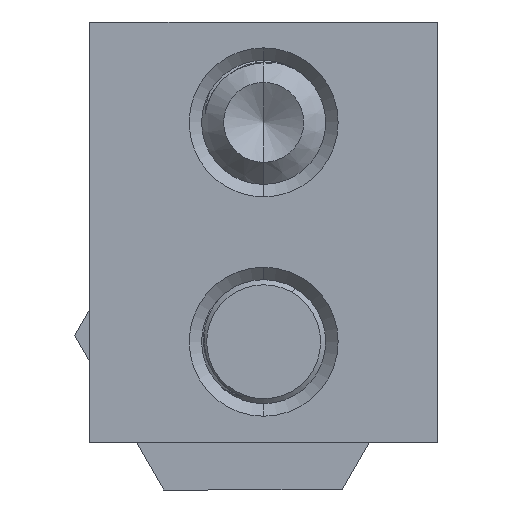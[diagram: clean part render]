
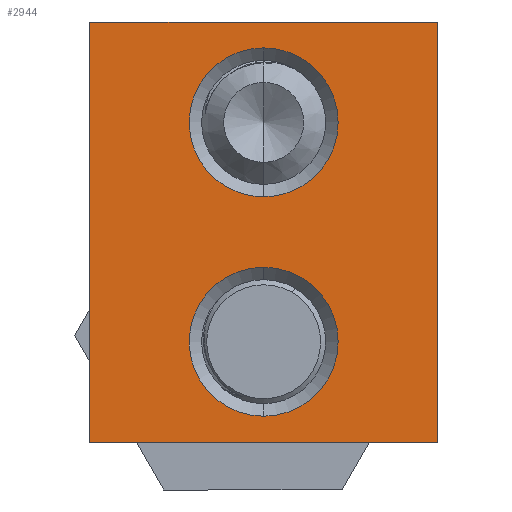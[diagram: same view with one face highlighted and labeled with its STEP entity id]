
A CAD part, front view. The second image highlights one B-rep face of the part: STEP entity #2944.
In plain terms, the highlighted planar face has unit normal (0, -1, 0).
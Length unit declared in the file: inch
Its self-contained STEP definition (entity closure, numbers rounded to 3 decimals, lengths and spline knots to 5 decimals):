
#192 = VECTOR ( 'NONE', #861, 39.37008 ) ;
#270 = VECTOR ( 'NONE', #7501, 39.37008 ) ;
#550 = VECTOR ( 'NONE', #2412, 39.37008 ) ;
#589 = CARTESIAN_POINT ( 'NONE',  ( -0.5625, 0., 0.68 ) ) ;
#861 = DIRECTION ( 'NONE',  ( 0., 0., -1. ) ) ;
#924 = ORIENTED_EDGE ( 'NONE', *, *, #4284, .T. ) ;
#1631 = VERTEX_POINT ( 'NONE', #9109 ) ;
#1723 = CARTESIAN_POINT ( 'NONE',  ( -0.5625, 0., -0.68 ) ) ;
#1731 = VERTEX_POINT ( 'NONE', #1723 ) ;
#2372 = DIRECTION ( 'NONE',  ( 0., 1., 0. ) ) ;
#2412 = DIRECTION ( 'NONE',  ( 1., 0., 0. ) ) ;
#2478 = DIRECTION ( 'NONE',  ( 0., 1., 0. ) ) ;
#2599 = LINE ( 'NONE', #5263, #192 ) ;
#2611 = ORIENTED_EDGE ( 'NONE', *, *, #4298, .T. ) ;
#2671 = LINE ( 'NONE', #9339, #7057 ) ;
#2845 = AXIS2_PLACEMENT_3D ( 'NONE', #9894, #4799, #10688 ) ;
#2944 = ADVANCED_FACE ( 'NONE', ( #10556, #8704, #6398 ), #6857, .F. ) ;
#2954 = CIRCLE ( 'NONE', #4879, 0.24114 ) ;
#3127 = VERTEX_POINT ( 'NONE', #6123 ) ;
#3151 = CARTESIAN_POINT ( 'NONE',  ( 0., 0., -0.11386 ) ) ;
#4149 = CARTESIAN_POINT ( 'NONE',  ( 0., 0., 0.355 ) ) ;
#4284 = EDGE_CURVE ( 'NONE', #5477, #1631, #9797, .T. ) ;
#4298 = EDGE_CURVE ( 'NONE', #7857, #7316, #2954, .T. ) ;
#4314 = EDGE_CURVE ( 'NONE', #1731, #6971, #5008, .T. ) ;
#4331 = EDGE_CURVE ( 'NONE', #3127, #6856, #9548, .T. ) ;
#4344 = EDGE_CURVE ( 'NONE', #3127, #1731, #2671, .T. ) ;
#4401 = CARTESIAN_POINT ( 'NONE',  ( 0., 0., 0.355 ) ) ;
#4668 = AXIS2_PLACEMENT_3D ( 'NONE', #7630, #2372, #8485 ) ;
#4799 = DIRECTION ( 'NONE',  ( 0., 1., 0. ) ) ;
#4813 = AXIS2_PLACEMENT_3D ( 'NONE', #7731, #2478, #8580 ) ;
#4879 = AXIS2_PLACEMENT_3D ( 'NONE', #4149, #10098, #5022 ) ;
#4945 = AXIS2_PLACEMENT_3D ( 'NONE', #4401, #10322, #5270 ) ;
#5008 = LINE ( 'NONE', #7665, #550 ) ;
#5022 = DIRECTION ( 'NONE',  ( 0., 0., 1. ) ) ;
#5263 = CARTESIAN_POINT ( 'NONE',  ( 0.5625, 0., 0.68 ) ) ;
#5270 = DIRECTION ( 'NONE',  ( 0., 0., 1. ) ) ;
#5362 = EDGE_CURVE ( 'NONE', #1631, #5477, #6501, .T. ) ;
#5388 = CARTESIAN_POINT ( 'NONE',  ( 0., 0., 0.59614 ) ) ;
#5477 = VERTEX_POINT ( 'NONE', #3151 ) ;
#5700 = EDGE_CURVE ( 'NONE', #7316, #7857, #9168, .T. ) ;
#6123 = CARTESIAN_POINT ( 'NONE',  ( -0.5625, 0., 0.68 ) ) ;
#6209 = EDGE_LOOP ( 'NONE', ( #10347, #2611 ) ) ;
#6398 = FACE_OUTER_BOUND ( 'NONE', #10493, .T. ) ;
#6448 = CARTESIAN_POINT ( 'NONE',  ( 0., 0., 0.11386 ) ) ;
#6501 = CIRCLE ( 'NONE', #2845, 0.24114 ) ;
#6856 = VERTEX_POINT ( 'NONE', #8997 ) ;
#6857 = PLANE ( 'NONE',  #4813 ) ;
#6971 = VERTEX_POINT ( 'NONE', #10701 ) ;
#7057 = VECTOR ( 'NONE', #10130, 39.37008 ) ;
#7254 = ORIENTED_EDGE ( 'NONE', *, *, #5362, .T. ) ;
#7316 = VERTEX_POINT ( 'NONE', #6448 ) ;
#7501 = DIRECTION ( 'NONE',  ( 1., 0., 0. ) ) ;
#7548 = ORIENTED_EDGE ( 'NONE', *, *, #4314, .T. ) ;
#7630 = CARTESIAN_POINT ( 'NONE',  ( 0., 0., -0.355 ) ) ;
#7665 = CARTESIAN_POINT ( 'NONE',  ( -0.5625, 0., -0.68 ) ) ;
#7731 = CARTESIAN_POINT ( 'NONE',  ( -0.5625, 0., 0.68 ) ) ;
#7813 = ORIENTED_EDGE ( 'NONE', *, *, #10830, .F. ) ;
#7857 = VERTEX_POINT ( 'NONE', #5388 ) ;
#8485 = DIRECTION ( 'NONE',  ( 0., 0., 1. ) ) ;
#8580 = DIRECTION ( 'NONE',  ( 0., 0., 1. ) ) ;
#8704 = FACE_BOUND ( 'NONE', #6209, .T. ) ;
#8997 = CARTESIAN_POINT ( 'NONE',  ( 0.5625, 0., 0.68 ) ) ;
#9109 = CARTESIAN_POINT ( 'NONE',  ( 0., 0., -0.59614 ) ) ;
#9168 = CIRCLE ( 'NONE', #4945, 0.24114 ) ;
#9339 = CARTESIAN_POINT ( 'NONE',  ( -0.5625, 0., 0.68 ) ) ;
#9429 = EDGE_LOOP ( 'NONE', ( #7254, #924 ) ) ;
#9548 = LINE ( 'NONE', #589, #270 ) ;
#9797 = CIRCLE ( 'NONE', #4668, 0.24114 ) ;
#9894 = CARTESIAN_POINT ( 'NONE',  ( 0., 0., -0.355 ) ) ;
#10098 = DIRECTION ( 'NONE',  ( 0., 1., 0. ) ) ;
#10130 = DIRECTION ( 'NONE',  ( 0., 0., -1. ) ) ;
#10236 = ORIENTED_EDGE ( 'NONE', *, *, #4331, .F. ) ;
#10322 = DIRECTION ( 'NONE',  ( 0., 1., 0. ) ) ;
#10347 = ORIENTED_EDGE ( 'NONE', *, *, #5700, .T. ) ;
#10479 = ORIENTED_EDGE ( 'NONE', *, *, #4344, .T. ) ;
#10493 = EDGE_LOOP ( 'NONE', ( #7548, #7813, #10236, #10479 ) ) ;
#10556 = FACE_BOUND ( 'NONE', #9429, .T. ) ;
#10688 = DIRECTION ( 'NONE',  ( 0., 0., 1. ) ) ;
#10701 = CARTESIAN_POINT ( 'NONE',  ( 0.5625, 0., -0.68 ) ) ;
#10830 = EDGE_CURVE ( 'NONE', #6856, #6971, #2599, .T. ) ;
